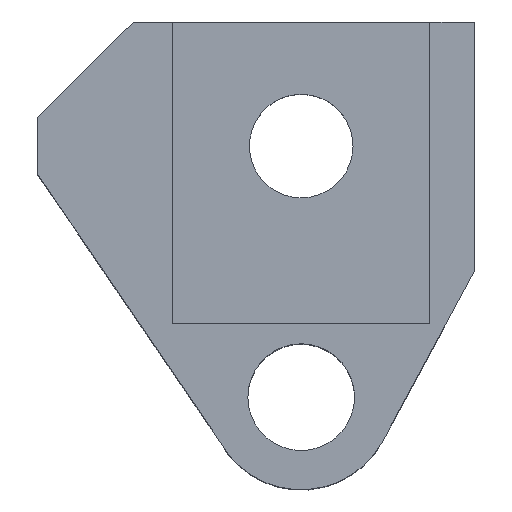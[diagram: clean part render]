
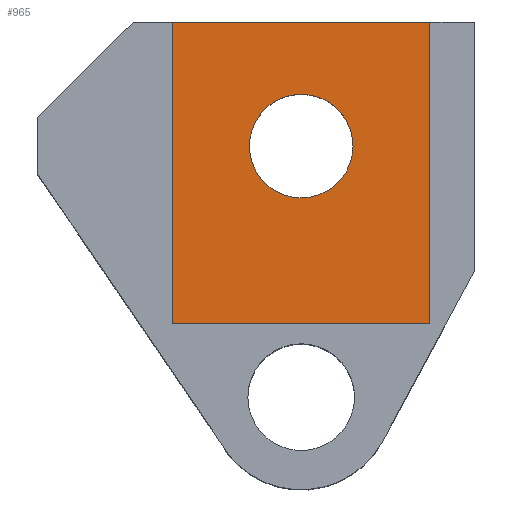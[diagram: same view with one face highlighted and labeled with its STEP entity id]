
A CAD part, top view. The second image highlights one B-rep face of the part: STEP entity #965.
In plain terms, the highlighted planar face has unit normal (0, 0, 1).
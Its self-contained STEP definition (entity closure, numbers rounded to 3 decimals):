
#20=FACE_BOUND('',#143,.T.);
#33=CIRCLE('',#1050,1.65);
#85=FACE_OUTER_BOUND('',#142,.T.);
#142=EDGE_LOOP('',(#852,#853,#854,#855));
#143=EDGE_LOOP('',(#856));
#214=LINE('',#1455,#335);
#219=LINE('',#1464,#340);
#223=LINE('',#1474,#344);
#264=LINE('',#1564,#385);
#335=VECTOR('',#1185,10.);
#340=VECTOR('',#1192,10.);
#344=VECTOR('',#1202,10.);
#385=VECTOR('',#1289,10.);
#437=VERTEX_POINT('',#1452);
#438=VERTEX_POINT('',#1454);
#441=VERTEX_POINT('',#1462);
#444=VERTEX_POINT('',#1472);
#471=VERTEX_POINT('',#1566);
#545=EDGE_CURVE('',#438,#437,#214,.T.);
#550=EDGE_CURVE('',#441,#437,#219,.T.);
#555=EDGE_CURVE('',#441,#444,#223,.T.);
#600=EDGE_CURVE('',#438,#444,#264,.T.);
#601=EDGE_CURVE('',#471,#471,#33,.T.);
#852=ORIENTED_EDGE('',*,*,#545,.T.);
#853=ORIENTED_EDGE('',*,*,#550,.F.);
#854=ORIENTED_EDGE('',*,*,#555,.T.);
#855=ORIENTED_EDGE('',*,*,#600,.F.);
#856=ORIENTED_EDGE('',*,*,#601,.F.);
#915=PLANE('',#1049);
#965=ADVANCED_FACE('',(#85,#20),#915,.T.);
#1049=AXIS2_PLACEMENT_3D('',#1565,#1290,#1291);
#1050=AXIS2_PLACEMENT_3D('',#1567,#1292,#1293);
#1185=DIRECTION('',(-1.,0.,0.));
#1192=DIRECTION('',(0.,1.,0.));
#1202=DIRECTION('',(1.,0.,0.));
#1289=DIRECTION('',(0.,-1.,0.));
#1290=DIRECTION('center_axis',(0.,0.,1.));
#1291=DIRECTION('ref_axis',(1.,0.,0.));
#1292=DIRECTION('center_axis',(0.,0.,1.));
#1293=DIRECTION('ref_axis',(1.,0.,0.));
#1452=CARTESIAN_POINT('',(-2.66,3.95,8.));
#1454=CARTESIAN_POINT('',(5.54,3.95,8.));
#1455=CARTESIAN_POINT('',(-1.239,3.95,8.));
#1462=CARTESIAN_POINT('',(-2.66,-5.65,8.));
#1464=CARTESIAN_POINT('',(-2.66,4.,8.));
#1472=CARTESIAN_POINT('',(5.54,-5.65,8.));
#1474=CARTESIAN_POINT('',(5.54,-5.65,8.));
#1564=CARTESIAN_POINT('',(5.54,-4.,8.));
#1565=CARTESIAN_POINT('Origin',(1.44,0.,8.));
#1566=CARTESIAN_POINT('',(-0.21,0.,8.));
#1567=CARTESIAN_POINT('Origin',(1.44,0.,8.));
